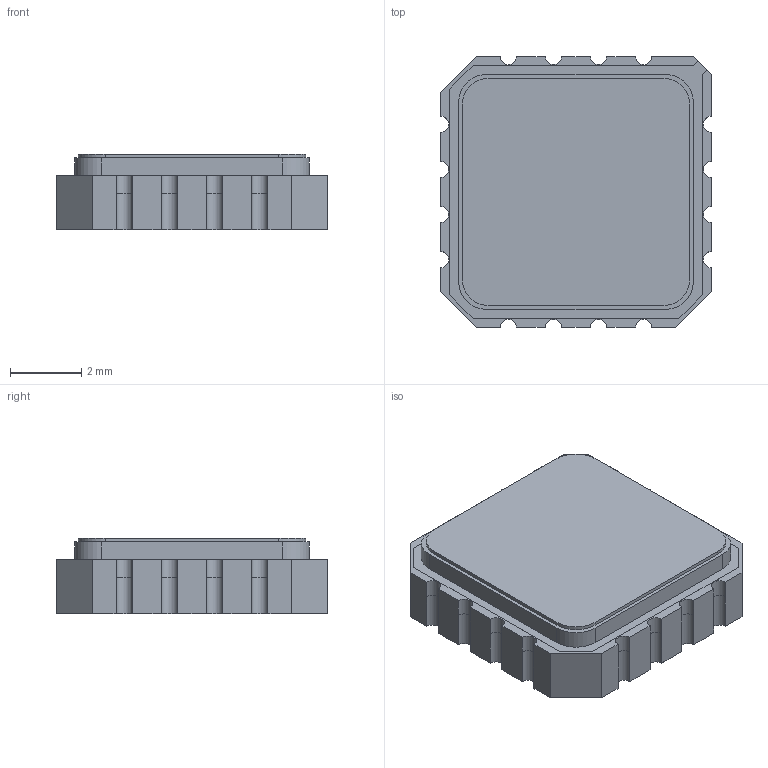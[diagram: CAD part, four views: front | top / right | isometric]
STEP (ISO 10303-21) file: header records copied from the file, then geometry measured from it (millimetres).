
FILE_DESCRIPTION(('STEP AP203'), '1');
FILE_NAME('korpus_5119_16-a', '', ('UNSPECIFIED'), ('UNSPECIFIED'), 'ASCON STEP Converter 1.3', 'ASCON Math Kernel', '');
FILE_SCHEMA(('CONFIG_CONTROL_DESIGN'));
Length unit declared in the file: millimetre
Assembly tree (4 placements, depth 3):
  (unnamed)
    (unnamed)
      (unnamed)
      (unnamed)
    (unnamed)
Bounding box: 7.62 x 7.62 x 2.12 mm (x, y, z)
Volume: 75.2 mm3; surface area: 312 mm2
Topology: 3 solids, 3 shells, 300 faces, 849 edges, 558 vertices
Faces by surface type: plane 228, cylinder 72
Entity records: 12337 total; most frequent: CARTESIAN_POINT 1736, ORIENTED_EDGE 1698, DIRECTION 1603, EDGE_CURVE 849, LINE 705, VECTOR 705, VERTEX_POINT 582, AXIS2_PLACEMENT_3D 449
